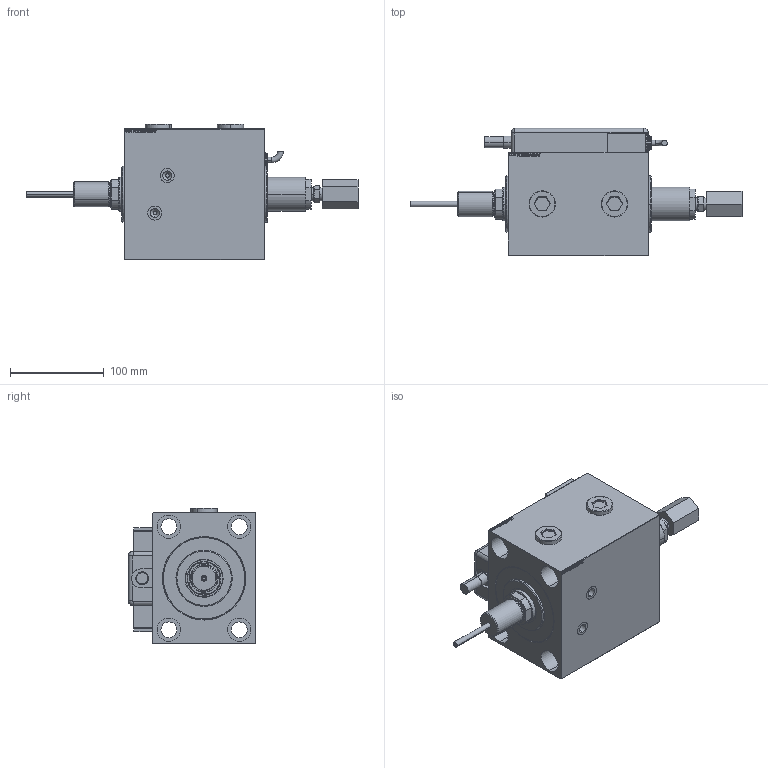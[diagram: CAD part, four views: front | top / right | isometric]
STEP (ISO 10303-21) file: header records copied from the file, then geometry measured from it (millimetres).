
FILE_DESCRIPTION (( 'STEP AP203' ), '1' );
FILE_NAME ('8e64.STEP', '2022-11-14T10:48:51', ( '' ), ( '' ), 'SwSTEP 2.0', 'SolidWorks 2019', '' );
FILE_SCHEMA (( 'CONFIG_CONTROL_DESIGN' ));
Length unit declared in the file: millimetre
Products named in the file (12): MAGNETIC SWITCH Q ae86268e7d63fc8001f940b9d36c75ff; V450DCP_C_Body ae86268e7d63fc8001f940b9d36c75ff; PLUG ae86268e7d63fc8001f940b9d36c75ff; SWITCH_Q_FRONT_BACK ae86268e7d63fc8001f940b9d36c75ff; V450DCP_VC_B ae86268e7d63fc8001f940b9d36c75ff; V450DCP_B_RodCooling_ACCESSORIES ae86268e7d63fc8001f940b9d36c75ff; TYC ae86268e7d63fc8001f940b9d36c75ff; KRYT ae86268e7d63fc8001f940b9d36c75ff; V450CP_MALE_METRIC ae86268e7d63fc8001f940b9d36c75ff; 8e64; SWITCH Q ae86268e7d63fc8001f940b9d36c75ff; V450DCP_B_VCP ae86268e7d63fc8001f940b9d36c75ff
Assembly tree (13 placements, depth 3):
  8e64
    V450DCP_C_Body ae86268e7d63fc8001f940b9d36c75ff
    V450DCP_B_RodCooling_ACCESSORIES ae86268e7d63fc8001f940b9d36c75ff
    MAGNETIC SWITCH Q ae86268e7d63fc8001f940b9d36c75ff
      SWITCH_Q_FRONT_BACK ae86268e7d63fc8001f940b9d36c75ff
      TYC ae86268e7d63fc8001f940b9d36c75ff
      KRYT ae86268e7d63fc8001f940b9d36c75ff
      SWITCH Q ae86268e7d63fc8001f940b9d36c75ff  x2
    V450CP_MALE_METRIC ae86268e7d63fc8001f940b9d36c75ff
    V450DCP_B_VCP ae86268e7d63fc8001f940b9d36c75ff
    V450DCP_VC_B ae86268e7d63fc8001f940b9d36c75ff
    PLUG ae86268e7d63fc8001f940b9d36c75ff  x2
Bounding box: 354.2 x 135.8 x 144.9 mm (x, y, z)
Volume: 2198905.5 mm3; surface area: 331704.2 mm2
Topology: 13 solids, 13 shells, 1360 faces, 3400 edges, 2234 vertices
Faces by surface type: plane 660, bspline 471, cylinder 165, cone 36, torus 26, sphere 2
Entity records: 62364 total; most frequent: CARTESIAN_POINT 32735, ORIENTED_EDGE 6528, DIRECTION 4364, EDGE_CURVE 3264, VERTEX_POINT 2150, VECTOR 1914, LINE 1914, EDGE_LOOP 1494
